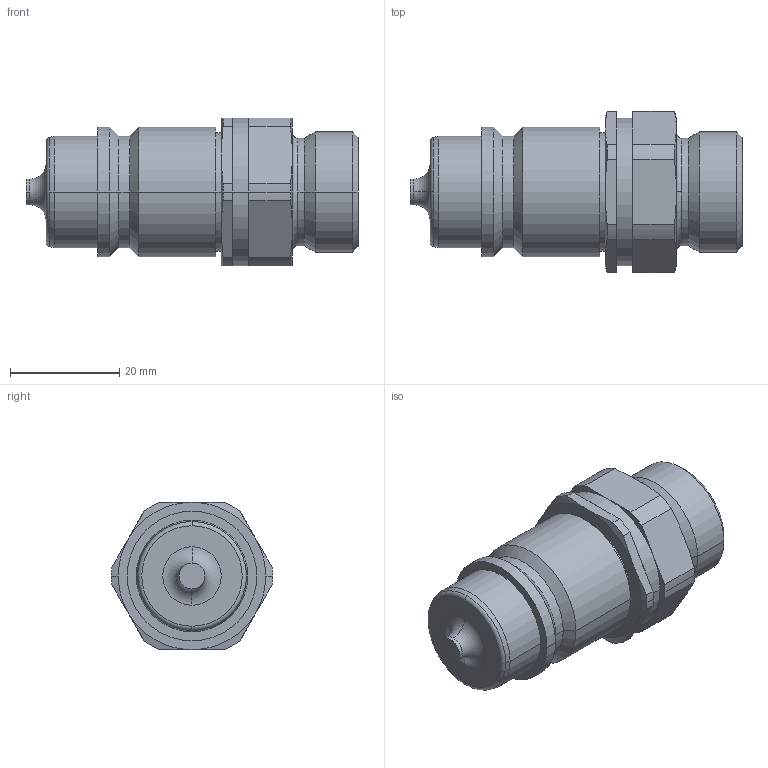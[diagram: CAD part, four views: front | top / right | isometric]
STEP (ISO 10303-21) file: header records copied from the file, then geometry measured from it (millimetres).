
FILE_DESCRIPTION( ( '' ), '1' );
FILE_NAME( '41162224.stp', '2012-08-14T12:16:02', ( '' ), ( '' ), ' ', ' ', ' ' );
FILE_SCHEMA( ( 'CONFIG_CONTROL_DESIGN' ) );
Length unit declared in the file: millimetre
Products named in the file (1): 1
Bounding box: 60.7 x 29.5 x 27 mm (x, y, z)
Volume: 22004.3 mm3; surface area: 6587.9 mm2
Topology: 1 solids, 1 shells, 105 faces, 245 edges, 149 vertices
Faces by surface type: cylinder 38, plane 33, cone 28, torus 6
Entity records: 3026 total; most frequent: DIRECTION 564, CARTESIAN_POINT 548, ORIENTED_EDGE 490, EDGE_CURVE 245, AXIS2_PLACEMENT_3D 237, VERTEX_POINT 149, CIRCLE 131, EDGE_LOOP 112
